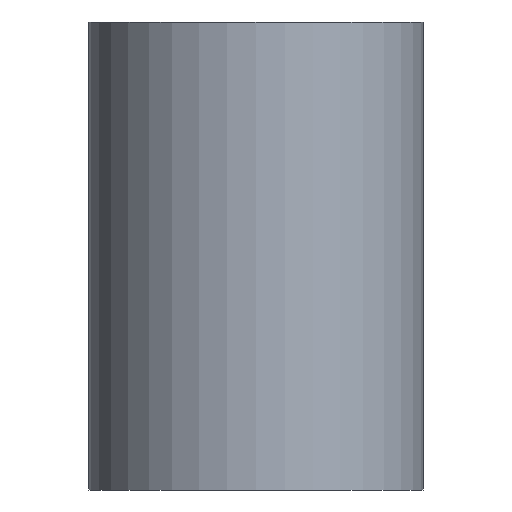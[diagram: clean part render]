
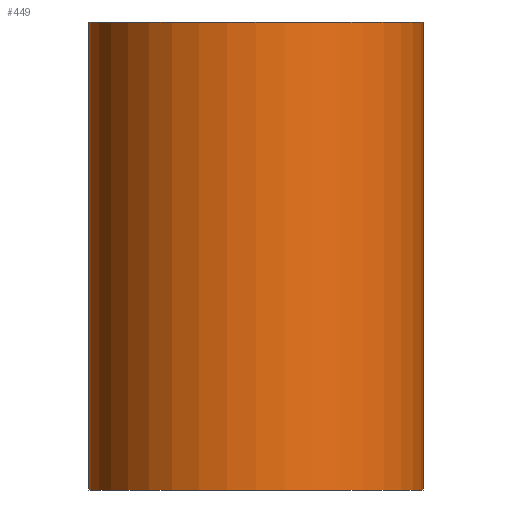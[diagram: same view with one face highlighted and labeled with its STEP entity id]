
A CAD part, left-side view. The second image highlights one B-rep face of the part: STEP entity #449.
In plain terms, the highlighted cylindrical face has radius 12.5 mm (diameter 25 mm), a full revolution.
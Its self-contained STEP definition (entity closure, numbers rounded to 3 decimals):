
#21=FACE_BOUND('',#182,.T.);
#31=CYLINDRICAL_SURFACE('',#503,12.5);
#69=LINE('',#761,#109);
#70=LINE('',#763,#110);
#71=LINE('',#768,#111);
#109=VECTOR('',#619,10.);
#110=VECTOR('',#622,10.);
#111=VECTOR('',#627,12.5);
#151=FACE_OUTER_BOUND('',#181,.T.);
#181=EDGE_LOOP('',(#412,#413,#414,#415));
#182=EDGE_LOOP('',(#416,#417,#418,#419));
#188=CIRCLE('',#468,12.5);
#190=CIRCLE('',#472,12.5);
#199=CIRCLE('',#504,12.5);
#200=CIRCLE('',#505,12.5);
#205=VERTEX_POINT('',#636);
#208=VERTEX_POINT('',#644);
#211=VERTEX_POINT('',#657);
#214=VERTEX_POINT('',#665);
#242=VERTEX_POINT('',#765);
#243=VERTEX_POINT('',#767);
#247=EDGE_CURVE('',#208,#205,#188,.T.);
#254=EDGE_CURVE('',#214,#211,#190,.T.);
#299=EDGE_CURVE('',#214,#205,#69,.T.);
#300=EDGE_CURVE('',#208,#211,#70,.T.);
#301=EDGE_CURVE('',#242,#242,#199,.T.);
#302=EDGE_CURVE('',#242,#243,#71,.T.);
#303=EDGE_CURVE('',#243,#243,#200,.T.);
#412=ORIENTED_EDGE('',*,*,#301,.F.);
#413=ORIENTED_EDGE('',*,*,#302,.T.);
#414=ORIENTED_EDGE('',*,*,#303,.F.);
#415=ORIENTED_EDGE('',*,*,#302,.F.);
#416=ORIENTED_EDGE('',*,*,#300,.T.);
#417=ORIENTED_EDGE('',*,*,#254,.F.);
#418=ORIENTED_EDGE('',*,*,#299,.T.);
#419=ORIENTED_EDGE('',*,*,#247,.F.);
#449=ADVANCED_FACE('',(#151,#21),#31,.T.);
#468=AXIS2_PLACEMENT_3D('',#649,#514,#515);
#472=AXIS2_PLACEMENT_3D('',#670,#525,#526);
#503=AXIS2_PLACEMENT_3D('',#764,#623,#624);
#504=AXIS2_PLACEMENT_3D('',#766,#625,#626);
#505=AXIS2_PLACEMENT_3D('',#769,#628,#629);
#514=DIRECTION('center_axis',(0.,0.,1.));
#515=DIRECTION('ref_axis',(1.,0.,0.));
#525=DIRECTION('center_axis',(0.,0.,-1.));
#526=DIRECTION('ref_axis',(1.,0.,0.));
#619=DIRECTION('',(0.,0.,-1.));
#622=DIRECTION('',(0.,0.,1.));
#623=DIRECTION('center_axis',(0.,0.,1.));
#624=DIRECTION('ref_axis',(1.,0.,0.));
#625=DIRECTION('center_axis',(0.,0.,1.));
#626=DIRECTION('ref_axis',(1.,0.,0.));
#627=DIRECTION('',(0.,0.,-1.));
#628=DIRECTION('center_axis',(0.,0.,-1.));
#629=DIRECTION('ref_axis',(1.,0.,0.));
#636=CARTESIAN_POINT('',(0.,12.5,2.));
#644=CARTESIAN_POINT('',(0.,-12.5,2.));
#649=CARTESIAN_POINT('Origin',(0.,0.,2.));
#657=CARTESIAN_POINT('',(0.,-12.5,33.));
#665=CARTESIAN_POINT('',(0.,12.5,33.));
#670=CARTESIAN_POINT('Origin',(0.,0.,33.));
#761=CARTESIAN_POINT('',(0.,12.5,17.5));
#763=CARTESIAN_POINT('',(0.,-12.5,17.5));
#764=CARTESIAN_POINT('Origin',(0.,0.,17.5));
#765=CARTESIAN_POINT('',(-12.5,0.,35.));
#766=CARTESIAN_POINT('Origin',(0.,0.,35.));
#767=CARTESIAN_POINT('',(-12.5,0.,0.));
#768=CARTESIAN_POINT('',(-12.5,0.,17.5));
#769=CARTESIAN_POINT('Origin',(0.,0.,0.));
